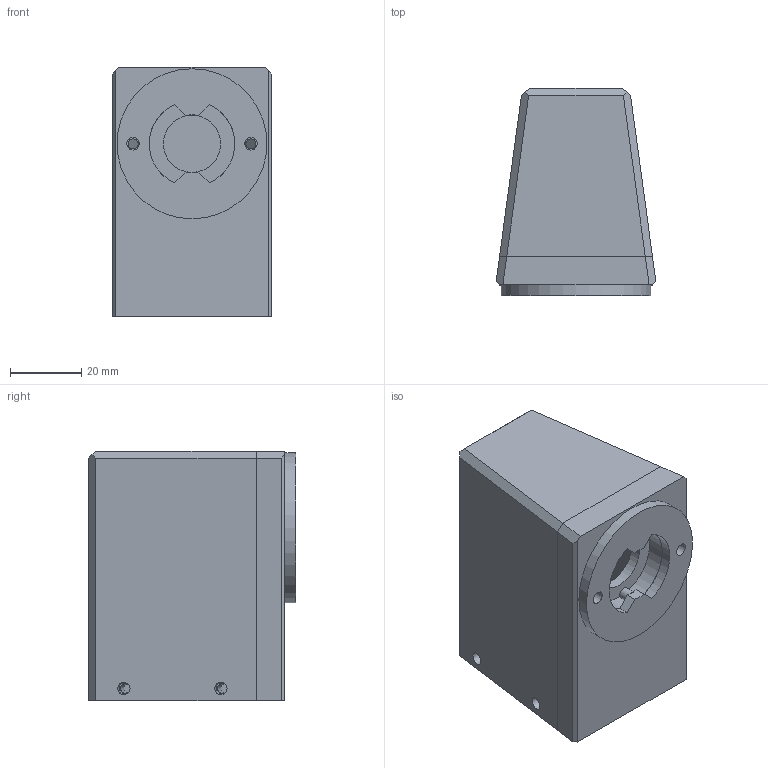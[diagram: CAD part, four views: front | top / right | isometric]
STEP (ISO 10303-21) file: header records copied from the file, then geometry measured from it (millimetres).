
FILE_DESCRIPTION(/* description */ (''),/* implementation_level */ '2;1');
FILE_NAME(/* name */ 'Gehuse_Ampel_Arduino.step',/* time_stamp */ '2024-09-12T20:54:41+02:00',/* author */ (''),/* organization */ (''),/* preprocessor_version */ 'ST-DEVELOPER v20',/* originating_system */ 'Autodesk Translation Framework v13.14.0.145',/* authorisation */ '');
FILE_SCHEMA (('AUTOMOTIVE_DESIGN { 1 0 10303 214 3 1 1 }'));
Length unit declared in the file: millimetre
Products named in the file (6): Gehäuse_Ampel_Arduino; Ampelgehäuse; Heck; Bügel; Front; LED_Halter
Assembly tree (5 placements, depth 3):
  Gehäuse_Ampel_Arduino
    Ampelgehäuse
      Heck
      Bügel
      Front
      LED_Halter
Bounding box: 44.73 x 58 x 70 mm (x, y, z)
Volume: 63723.6 mm3; surface area: 35712.2 mm2
Topology: 4 solids, 4 shells, 101 faces, 255 edges, 169 vertices
Faces by surface type: plane 76, cylinder 25
Full cylindrical faces by diameter (mm): 2.8 x8, 3.3 x2, 3.5 x8, 16 x1, 24 x1, 42 x1
Entity records: 3247 total; most frequent: CARTESIAN_POINT 536, DIRECTION 533, ORIENTED_EDGE 510, EDGE_CURVE 255, LINE 201, VECTOR 201, VERTEX_POINT 169, AXIS2_PLACEMENT_3D 166
